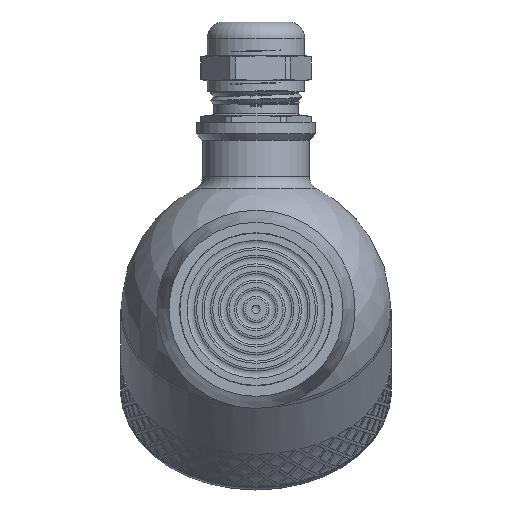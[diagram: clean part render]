
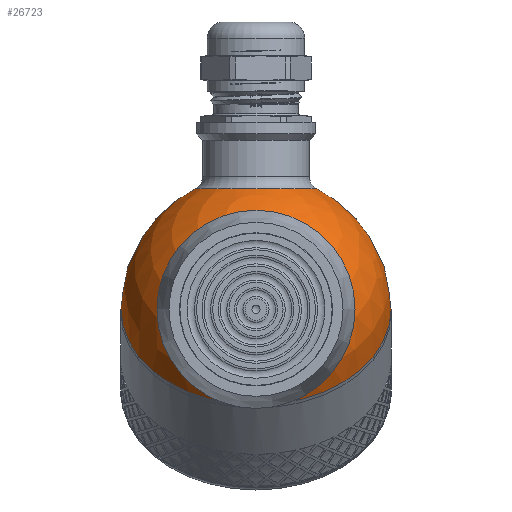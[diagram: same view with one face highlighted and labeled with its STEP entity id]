
A CAD part, left-side view. The second image highlights one B-rep face of the part: STEP entity #26723.
In plain terms, the highlighted spherical face has radius 30 mm.
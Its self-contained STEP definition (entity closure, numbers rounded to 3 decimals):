
#140=SPHERICAL_SURFACE('',#28646,30.);
#1280=FACE_BOUND('',#4382,.T.);
#1281=FACE_BOUND('',#4383,.T.);
#2616=FACE_OUTER_BOUND('',#4381,.T.);
#4381=EDGE_LOOP('',(#21121,#21122,#21123,#21124));
#4382=EDGE_LOOP('',(#21125));
#4383=EDGE_LOOP('',(#21126));
#5965=CIRCLE('',#28643,15.643);
#5968=CIRCLE('',#28647,30.);
#5969=CIRCLE('',#28648,30.);
#5970=CIRCLE('',#28649,30.);
#5971=CIRCLE('',#28650,13.5);
#11530=VERTEX_POINT('',#56293);
#11532=VERTEX_POINT('',#56299);
#11533=VERTEX_POINT('',#56300);
#11534=VERTEX_POINT('',#56302);
#11535=VERTEX_POINT('',#56305);
#14979=EDGE_CURVE('',#11530,#11530,#5965,.T.);
#14982=EDGE_CURVE('',#11532,#11533,#5968,.T.);
#14983=EDGE_CURVE('',#11532,#11534,#5969,.T.);
#14984=EDGE_CURVE('',#11533,#11532,#5970,.T.);
#14985=EDGE_CURVE('',#11535,#11535,#5971,.T.);
#21121=ORIENTED_EDGE('',*,*,#14982,.F.);
#21122=ORIENTED_EDGE('',*,*,#14983,.T.);
#21123=ORIENTED_EDGE('',*,*,#14983,.F.);
#21124=ORIENTED_EDGE('',*,*,#14984,.F.);
#21125=ORIENTED_EDGE('',*,*,#14979,.F.);
#21126=ORIENTED_EDGE('',*,*,#14985,.F.);
#26723=ADVANCED_FACE('',(#2616,#1280,#1281),#140,.T.);
#28643=AXIS2_PLACEMENT_3D('',#56294,#31390,#31391);
#28646=AXIS2_PLACEMENT_3D('',#56298,#31396,#31397);
#28647=AXIS2_PLACEMENT_3D('',#56301,#31398,#31399);
#28648=AXIS2_PLACEMENT_3D('',#56303,#31400,#31401);
#28649=AXIS2_PLACEMENT_3D('',#56304,#31402,#31403);
#28650=AXIS2_PLACEMENT_3D('',#56306,#31404,#31405);
#31390=DIRECTION('center_axis',(-0.707,0.,0.707));
#31391=DIRECTION('ref_axis',(0.707,0.,0.707));
#31396=DIRECTION('center_axis',(1.,0.,0.));
#31397=DIRECTION('ref_axis',(0.,-1.,0.));
#31398=DIRECTION('center_axis',(1.,0.,0.));
#31399=DIRECTION('ref_axis',(0.,1.,0.));
#31400=DIRECTION('center_axis',(0.,0.,1.));
#31401=DIRECTION('ref_axis',(0.,1.,0.));
#31402=DIRECTION('center_axis',(1.,0.,0.));
#31403=DIRECTION('ref_axis',(0.,1.,0.));
#31404=DIRECTION('center_axis',(-0.707,0.,-0.707));
#31405=DIRECTION('ref_axis',(-0.707,0.,0.707));
#56293=CARTESIAN_POINT('',(-29.162,0.,7.04));
#56294=CARTESIAN_POINT('Origin',(-18.101,0.,18.101));
#56298=CARTESIAN_POINT('Origin',(0.,0.,0.));
#56299=CARTESIAN_POINT('',(0.,30.,0.));
#56300=CARTESIAN_POINT('',(0.,-30.,0.));
#56301=CARTESIAN_POINT('Origin',(0.,0.,0.));
#56302=CARTESIAN_POINT('',(-30.,0.,0.));
#56303=CARTESIAN_POINT('Origin',(0.,0.,0.));
#56304=CARTESIAN_POINT('Origin',(0.,0.,0.));
#56305=CARTESIAN_POINT('',(-9.398,0.,-28.49));
#56306=CARTESIAN_POINT('Origin',(-18.944,0.,-18.944));
